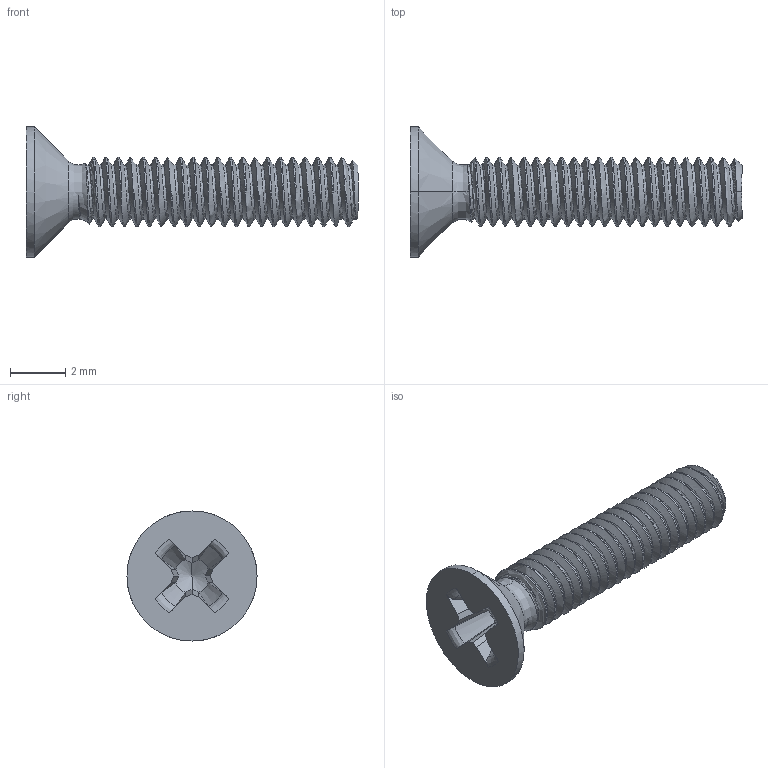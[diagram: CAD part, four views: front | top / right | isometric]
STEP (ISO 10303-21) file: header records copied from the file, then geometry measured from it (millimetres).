
FILE_DESCRIPTION (( 'STEP AP214' ), '1' );
FILE_NAME ('90305F86-DB1A-435D-B12A-8C51813D4253.STEP', '2023-05-28T02:31:58', ( '' ), ( '' ), 'SwSTEP 2.0', 'SolidWorks 2022', '' );
FILE_SCHEMA (( 'AUTOMOTIVE_DESIGN' ));
Length unit declared in the file: millimetre
Products named in the file (1): 90305F86-DB1A-435D-B12A-8C51813D4253
Bounding box: 12 x 4.7 x 4.7 mm (x, y, z)
Volume: 53 mm3; surface area: 168.1 mm2
Topology: 1 solids, 1 shells, 79 faces, 246 edges, 168 vertices
Faces by surface type: cylinder 39, plane 18, cone 12, bspline 10
Entity records: 11626 total; most frequent: CARTESIAN_POINT 9732, ORIENTED_EDGE 488, DIRECTION 245, EDGE_CURVE 244, VERTEX_POINT 168, B_SPLINE_CURVE_WITH_KNOTS 158, AXIS2_PLACEMENT_3D 89, EDGE_LOOP 80
